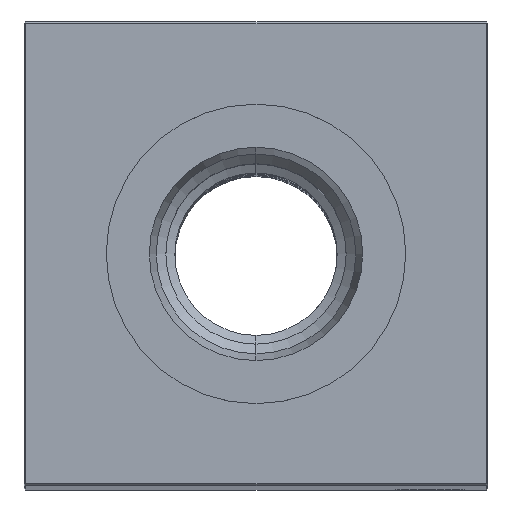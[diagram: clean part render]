
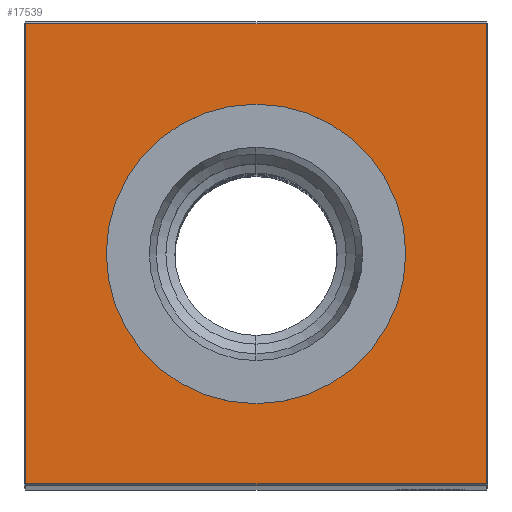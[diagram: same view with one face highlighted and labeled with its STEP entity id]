
A CAD part, top view. The second image highlights one B-rep face of the part: STEP entity #17539.
In plain terms, the highlighted planar face has unit normal (0, 0, 1).
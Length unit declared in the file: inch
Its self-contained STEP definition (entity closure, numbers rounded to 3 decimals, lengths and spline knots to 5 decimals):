
#464 = EDGE_LOOP ( 'NONE', ( #22226, #24701 ) ) ;
#1025 = VERTEX_POINT ( 'NONE', #17905 ) ;
#1510 = LINE ( 'NONE', #1808, #2542 ) ;
#1808 = CARTESIAN_POINT ( 'NONE',  ( 0., 1.24, 13. ) ) ;
#1898 = CARTESIAN_POINT ( 'NONE',  ( 1.24, -1.24, 13. ) ) ;
#2542 = VECTOR ( 'NONE', #10663, 39.37008 ) ;
#3382 = CARTESIAN_POINT ( 'NONE',  ( -1.24, 1.24, 13. ) ) ;
#3950 = EDGE_LOOP ( 'NONE', ( #16491, #5084, #6356, #20229 ) ) ;
#3998 = VECTOR ( 'NONE', #25592, 39.37008 ) ;
#4087 = DIRECTION ( 'NONE',  ( 1., 0., 0. ) ) ;
#4995 = EDGE_CURVE ( 'NONE', #27579, #8932, #1510, .T. ) ;
#5084 = ORIENTED_EDGE ( 'NONE', *, *, #9387, .T. ) ;
#5678 = DIRECTION ( 'NONE',  ( 0., 0., -1. ) ) ;
#6272 = EDGE_CURVE ( 'NONE', #21732, #1025, #14530, .T. ) ;
#6356 = ORIENTED_EDGE ( 'NONE', *, *, #26199, .T. ) ;
#7257 = LINE ( 'NONE', #16423, #3998 ) ;
#7280 = CARTESIAN_POINT ( 'NONE',  ( -1.24, 0., 13. ) ) ;
#7691 = DIRECTION ( 'NONE',  ( 0., 0., -1. ) ) ;
#7907 = CARTESIAN_POINT ( 'NONE',  ( -1.24, -1.24, 13. ) ) ;
#7943 = PLANE ( 'NONE',  #19193 ) ;
#8089 = DIRECTION ( 'NONE',  ( 0., 0., -1. ) ) ;
#8932 = VERTEX_POINT ( 'NONE', #3382 ) ;
#9346 = AXIS2_PLACEMENT_3D ( 'NONE', #28380, #5678, #19194 ) ;
#9387 = EDGE_CURVE ( 'NONE', #13918, #12351, #24240, .T. ) ;
#10393 = DIRECTION ( 'NONE',  ( -1., 0., 0. ) ) ;
#10663 = DIRECTION ( 'NONE',  ( -1., 0., 0. ) ) ;
#12351 = VERTEX_POINT ( 'NONE', #1898 ) ;
#12498 = CARTESIAN_POINT ( 'NONE',  ( 0., 0., 13. ) ) ;
#13918 = VERTEX_POINT ( 'NONE', #7907 ) ;
#14031 = AXIS2_PLACEMENT_3D ( 'NONE', #12498, #7691, #10393 ) ;
#14189 = CARTESIAN_POINT ( 'NONE',  ( 0., 0.80709, 13. ) ) ;
#14530 = CIRCLE ( 'NONE', #14031, 0.80709 ) ;
#16328 = CARTESIAN_POINT ( 'NONE',  ( 1.24, 1.24, 13. ) ) ;
#16423 = CARTESIAN_POINT ( 'NONE',  ( 1.24, 0., 13. ) ) ;
#16491 = ORIENTED_EDGE ( 'NONE', *, *, #17067, .T. ) ;
#17067 = EDGE_CURVE ( 'NONE', #8932, #13918, #20957, .T. ) ;
#17237 = DIRECTION ( 'NONE',  ( -1., 0., 0. ) ) ;
#17539 = ADVANCED_FACE ( 'NONE', ( #25963, #28822 ), #7943, .F. ) ;
#17880 = CARTESIAN_POINT ( 'NONE',  ( 0., -1.24, 13. ) ) ;
#17905 = CARTESIAN_POINT ( 'NONE',  ( 0., -0.80709, 13. ) ) ;
#19193 = AXIS2_PLACEMENT_3D ( 'NONE', #21752, #8089, #17237 ) ;
#19194 = DIRECTION ( 'NONE',  ( -1., 0., 0. ) ) ;
#20229 = ORIENTED_EDGE ( 'NONE', *, *, #4995, .T. ) ;
#20957 = LINE ( 'NONE', #7280, #24459 ) ;
#21732 = VERTEX_POINT ( 'NONE', #14189 ) ;
#21752 = CARTESIAN_POINT ( 'NONE',  ( 0., 0., 13. ) ) ;
#22071 = EDGE_CURVE ( 'NONE', #1025, #21732, #27572, .T. ) ;
#22226 = ORIENTED_EDGE ( 'NONE', *, *, #6272, .T. ) ;
#22754 = VECTOR ( 'NONE', #4087, 39.37008 ) ;
#24240 = LINE ( 'NONE', #17880, #22754 ) ;
#24459 = VECTOR ( 'NONE', #27409, 39.37008 ) ;
#24701 = ORIENTED_EDGE ( 'NONE', *, *, #22071, .T. ) ;
#25592 = DIRECTION ( 'NONE',  ( 0., 1., 0. ) ) ;
#25963 = FACE_OUTER_BOUND ( 'NONE', #3950, .T. ) ;
#26199 = EDGE_CURVE ( 'NONE', #12351, #27579, #7257, .T. ) ;
#27409 = DIRECTION ( 'NONE',  ( 0., -1., 0. ) ) ;
#27572 = CIRCLE ( 'NONE', #9346, 0.80709 ) ;
#27579 = VERTEX_POINT ( 'NONE', #16328 ) ;
#28380 = CARTESIAN_POINT ( 'NONE',  ( 0., 0., 13. ) ) ;
#28822 = FACE_BOUND ( 'NONE', #464, .T. ) ;
